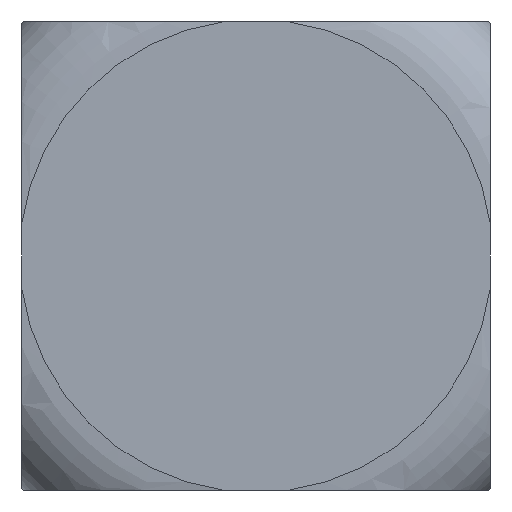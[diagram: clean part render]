
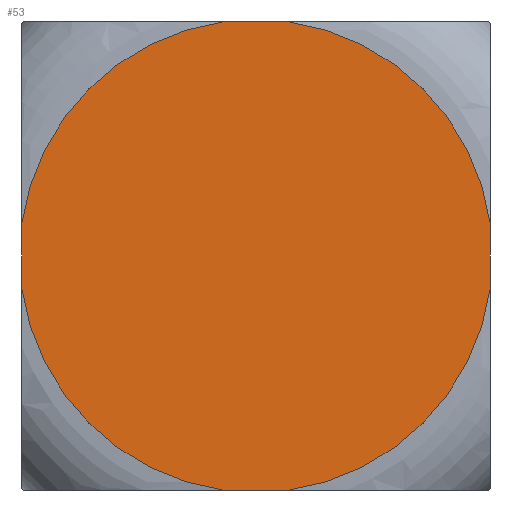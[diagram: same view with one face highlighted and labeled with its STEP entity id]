
A CAD part, left-side view. The second image highlights one B-rep face of the part: STEP entity #53.
In plain terms, the highlighted planar face has unit normal (-1, 0, 0).
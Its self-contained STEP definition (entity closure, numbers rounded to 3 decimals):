
#53 = ADVANCED_FACE( '', ( #121 ), #122, .F. );
#121 = FACE_OUTER_BOUND( '', #202, .T. );
#122 = PLANE( '', #203 );
#202 = EDGE_LOOP( '', ( #289, #290, #291, #292, #293, #294, #295, #296 ) );
#203 = AXIS2_PLACEMENT_3D( '', #297, #298, #299 );
#289 = ORIENTED_EDGE( '', *, *, #466, .F. );
#290 = ORIENTED_EDGE( '', *, *, #473, .F. );
#291 = ORIENTED_EDGE( '', *, *, #474, .F. );
#292 = ORIENTED_EDGE( '', *, *, #475, .F. );
#293 = ORIENTED_EDGE( '', *, *, #476, .F. );
#294 = ORIENTED_EDGE( '', *, *, #477, .F. );
#295 = ORIENTED_EDGE( '', *, *, #478, .F. );
#296 = ORIENTED_EDGE( '', *, *, #479, .F. );
#297 = CARTESIAN_POINT( '', ( 0., 0., 0. ) );
#298 = DIRECTION( '', ( 1., 0., 0. ) );
#299 = DIRECTION( '', ( 0., 0., -1. ) );
#466 = EDGE_CURVE( '', #545, #534, #547, .T. );
#473 = EDGE_CURVE( '', #557, #545, #558, .T. );
#474 = EDGE_CURVE( '', #559, #557, #560, .T. );
#475 = EDGE_CURVE( '', #561, #559, #562, .T. );
#476 = EDGE_CURVE( '', #563, #561, #564, .T. );
#477 = EDGE_CURVE( '', #565, #563, #566, .T. );
#478 = EDGE_CURVE( '', #567, #565, #568, .T. );
#479 = EDGE_CURVE( '', #534, #567, #569, .T. );
#534 = VERTEX_POINT( '', #643 );
#545 = VERTEX_POINT( '', #681 );
#547 = LINE( '', #704, #705 );
#557 = VERTEX_POINT( '', #715 );
#558 = CIRCLE( '', #716, 12.625 );
#559 = VERTEX_POINT( '', #717 );
#560 = LINE( '', #718, #719 );
#561 = VERTEX_POINT( '', #720 );
#562 = CIRCLE( '', #721, 12.625 );
#563 = VERTEX_POINT( '', #722 );
#564 = LINE( '', #723, #724 );
#565 = VERTEX_POINT( '', #725 );
#566 = CIRCLE( '', #726, 12.625 );
#567 = VERTEX_POINT( '', #727 );
#568 = LINE( '', #728, #729 );
#569 = CIRCLE( '', #730, 12.625 );
#643 = CARTESIAN_POINT( '', ( 0., 12.5, 1.772 ) );
#681 = CARTESIAN_POINT( '', ( 0., 12.5, -1.772 ) );
#704 = CARTESIAN_POINT( '', ( 0., 12.5, -12.5 ) );
#705 = VECTOR( '', #951, 1000. );
#715 = CARTESIAN_POINT( '', ( 0., 1.772, -12.5 ) );
#716 = AXIS2_PLACEMENT_3D( '', #961, #962, #963 );
#717 = CARTESIAN_POINT( '', ( 0., -1.772, -12.5 ) );
#718 = CARTESIAN_POINT( '', ( 0., -12.5, -12.5 ) );
#719 = VECTOR( '', #964, 1000. );
#720 = CARTESIAN_POINT( '', ( 0., -12.5, -1.772 ) );
#721 = AXIS2_PLACEMENT_3D( '', #965, #966, #967 );
#722 = CARTESIAN_POINT( '', ( 0., -12.5, 1.772 ) );
#723 = CARTESIAN_POINT( '', ( 0., -12.5, 12.5 ) );
#724 = VECTOR( '', #968, 1000. );
#725 = CARTESIAN_POINT( '', ( 0., -1.772, 12.5 ) );
#726 = AXIS2_PLACEMENT_3D( '', #969, #970, #971 );
#727 = CARTESIAN_POINT( '', ( 0., 1.772, 12.5 ) );
#728 = CARTESIAN_POINT( '', ( 0., 12.5, 12.5 ) );
#729 = VECTOR( '', #972, 1000. );
#730 = AXIS2_PLACEMENT_3D( '', #973, #974, #975 );
#951 = DIRECTION( '', ( 0., 0., 1. ) );
#961 = CARTESIAN_POINT( '', ( 0., 0., 0. ) );
#962 = DIRECTION( '', ( 1., 0., 0. ) );
#963 = DIRECTION( '', ( 0., 0., -1. ) );
#964 = DIRECTION( '', ( 0., 1., 0. ) );
#965 = CARTESIAN_POINT( '', ( 0., 0., 0. ) );
#966 = DIRECTION( '', ( 1., 0., 0. ) );
#967 = DIRECTION( '', ( 0., 0., -1. ) );
#968 = DIRECTION( '', ( 0., 0., -1. ) );
#969 = CARTESIAN_POINT( '', ( 0., 0., 0. ) );
#970 = DIRECTION( '', ( 1., 0., 0. ) );
#971 = DIRECTION( '', ( 0., 0., -1. ) );
#972 = DIRECTION( '', ( 0., -1., 0. ) );
#973 = CARTESIAN_POINT( '', ( 0., 0., 0. ) );
#974 = DIRECTION( '', ( 1., 0., 0. ) );
#975 = DIRECTION( '', ( 0., 0., -1. ) );
